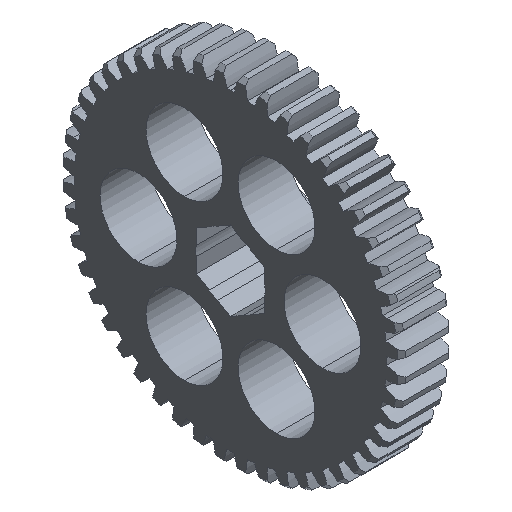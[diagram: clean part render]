
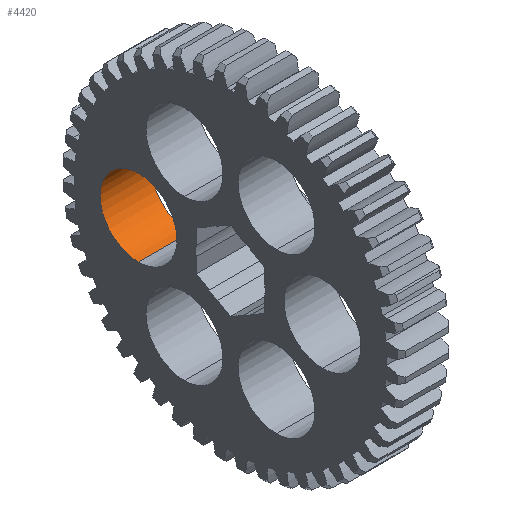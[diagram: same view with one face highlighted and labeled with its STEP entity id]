
A CAD part, isometric view. The second image highlights one B-rep face of the part: STEP entity #4420.
In plain terms, the highlighted cylindrical face has radius 7.112 mm (diameter 14.224 mm), a partial arc.
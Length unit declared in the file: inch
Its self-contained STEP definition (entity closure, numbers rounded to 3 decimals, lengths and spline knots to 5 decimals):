
#133 = EDGE_CURVE ( 'NONE', #4549, #11347, #9541, .T. ) ;
#216 = CARTESIAN_POINT ( 'NONE',  ( 0., 0.67, 0. ) ) ;
#393 = VECTOR ( 'NONE', #1162, 39.37008 ) ;
#892 = DIRECTION ( 'NONE',  ( 1., 0., 0. ) ) ;
#1162 = DIRECTION ( 'NONE',  ( 1., 0., 0. ) ) ;
#1714 = VECTOR ( 'NONE', #892, 39.37008 ) ;
#1886 = AXIS2_PLACEMENT_3D ( 'NONE', #10443, #9400, #9361 ) ;
#1965 = EDGE_CURVE ( 'NONE', #8309, #6535, #10647, .T. ) ;
#2682 = CARTESIAN_POINT ( 'NONE',  ( 0.372, 0.67, -0.28 ) ) ;
#2843 = FACE_OUTER_BOUND ( 'NONE', #5930, .T. ) ;
#3034 = CARTESIAN_POINT ( 'NONE',  ( 0.372, 0.67, 0.28 ) ) ;
#4420 = ADVANCED_FACE ( 'NONE', ( #2843 ), #9368, .F. ) ;
#4549 = VERTEX_POINT ( 'NONE', #8783 ) ;
#4556 = LINE ( 'NONE', #10971, #393 ) ;
#5002 = CARTESIAN_POINT ( 'NONE',  ( 0., 0.67, 0. ) ) ;
#5149 = EDGE_CURVE ( 'NONE', #4549, #8309, #10891, .T. ) ;
#5542 = DIRECTION ( 'NONE',  ( 1., 0., 0. ) ) ;
#5881 = ORIENTED_EDGE ( 'NONE', *, *, #5149, .T. ) ;
#5882 = DIRECTION ( 'NONE',  ( 0., 0., -1. ) ) ;
#5930 = EDGE_LOOP ( 'NONE', ( #11127, #9154, #5881, #8990 ) ) ;
#6137 = CARTESIAN_POINT ( 'NONE',  ( 0., 0.67, 0.28 ) ) ;
#6212 = CARTESIAN_POINT ( 'NONE',  ( 0., 0.67, -0.28 ) ) ;
#6535 = VERTEX_POINT ( 'NONE', #3034 ) ;
#8309 = VERTEX_POINT ( 'NONE', #2682 ) ;
#8515 = DIRECTION ( 'NONE',  ( 1., 0., 0. ) ) ;
#8783 = CARTESIAN_POINT ( 'NONE',  ( 0., 0.67, -0.28 ) ) ;
#8990 = ORIENTED_EDGE ( 'NONE', *, *, #1965, .T. ) ;
#9154 = ORIENTED_EDGE ( 'NONE', *, *, #133, .F. ) ;
#9301 = EDGE_CURVE ( 'NONE', #11347, #6535, #4556, .T. ) ;
#9361 = DIRECTION ( 'NONE',  ( 0., 0., -1. ) ) ;
#9368 = CYLINDRICAL_SURFACE ( 'NONE', #10626, 0.28 ) ;
#9400 = DIRECTION ( 'NONE',  ( 1., 0., 0. ) ) ;
#9541 = CIRCLE ( 'NONE', #11426, 0.28 ) ;
#10443 = CARTESIAN_POINT ( 'NONE',  ( 0.372, 0.67, 0. ) ) ;
#10626 = AXIS2_PLACEMENT_3D ( 'NONE', #5002, #8515, #5882 ) ;
#10647 = CIRCLE ( 'NONE', #1886, 0.28 ) ;
#10872 = DIRECTION ( 'NONE',  ( 0., 0., -1. ) ) ;
#10891 = LINE ( 'NONE', #6212, #1714 ) ;
#10971 = CARTESIAN_POINT ( 'NONE',  ( 0., 0.67, 0.28 ) ) ;
#11127 = ORIENTED_EDGE ( 'NONE', *, *, #9301, .F. ) ;
#11347 = VERTEX_POINT ( 'NONE', #6137 ) ;
#11426 = AXIS2_PLACEMENT_3D ( 'NONE', #216, #5542, #10872 ) ;
